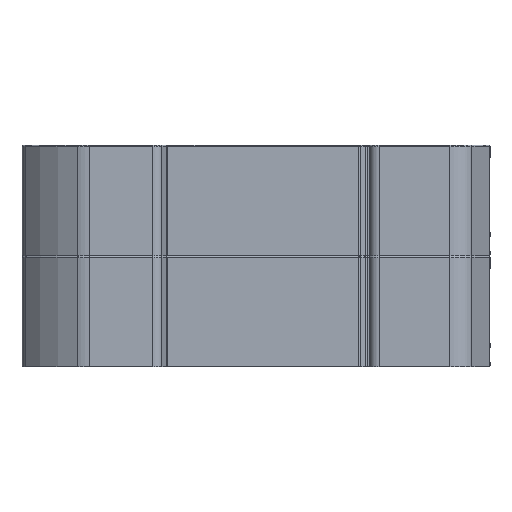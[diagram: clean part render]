
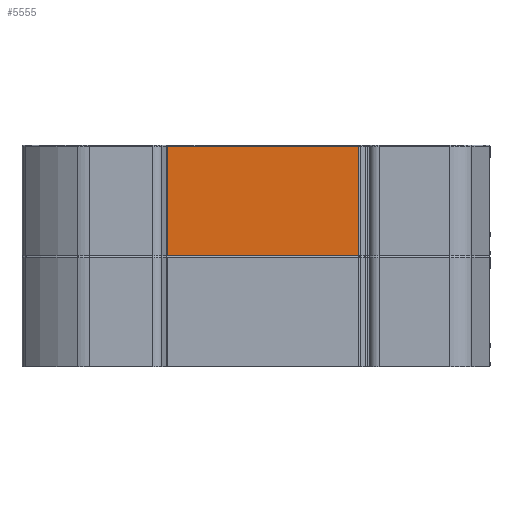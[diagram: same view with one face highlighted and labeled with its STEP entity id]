
A CAD part, front view. The second image highlights one B-rep face of the part: STEP entity #5555.
In plain terms, the highlighted planar face has unit normal (0, -1, 0).
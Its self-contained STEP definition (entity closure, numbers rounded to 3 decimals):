
#3438 = PLANE ( 'NONE',  #42218 ) ;
#3963 = DIRECTION ( 'NONE',  ( 0., 0., -1. ) ) ;
#4132 = ORIENTED_EDGE ( 'NONE', *, *, #21023, .T. ) ;
#5555 = ADVANCED_FACE ( 'NONE', ( #37922 ), #3438, .F. ) ;
#5766 = EDGE_LOOP ( 'NONE', ( #42871, #43163, #4132, #9370 ) ) ;
#8144 = CARTESIAN_POINT ( 'NONE',  ( 13.9, -47.654, -8.75 ) ) ;
#9370 = ORIENTED_EDGE ( 'NONE', *, *, #37291, .T. ) ;
#11740 = VECTOR ( 'NONE', #37445, 1000. ) ;
#14208 = CARTESIAN_POINT ( 'NONE',  ( -17.526, -47.654, 8.75 ) ) ;
#14932 = EDGE_CURVE ( 'NONE', #24927, #18520, #45836, .T. ) ;
#14999 = EDGE_CURVE ( 'NONE', #24927, #18663, #15868, .T. ) ;
#15868 = LINE ( 'NONE', #22598, #44232 ) ;
#16027 = CARTESIAN_POINT ( 'NONE',  ( -17.526, -47.654, 8.5 ) ) ;
#16597 = CARTESIAN_POINT ( 'NONE',  ( 13.9, -47.654, -8.75 ) ) ;
#18520 = VERTEX_POINT ( 'NONE', #16597 ) ;
#18663 = VERTEX_POINT ( 'NONE', #16027 ) ;
#21023 = EDGE_CURVE ( 'NONE', #18663, #31248, #33733, .T. ) ;
#22045 = CARTESIAN_POINT ( 'NONE',  ( 13.9, -47.654, 8.75 ) ) ;
#22150 = VECTOR ( 'NONE', #3963, 1000. ) ;
#22598 = CARTESIAN_POINT ( 'NONE',  ( 13.9, -47.654, 8.5 ) ) ;
#24927 = VERTEX_POINT ( 'NONE', #46346 ) ;
#27410 = VECTOR ( 'NONE', #43850, 1000. ) ;
#30652 = DIRECTION ( 'NONE',  ( -1., 0., 0. ) ) ;
#31248 = VERTEX_POINT ( 'NONE', #45085 ) ;
#32551 = DIRECTION ( 'NONE',  ( 0., 1., 0. ) ) ;
#33733 = LINE ( 'NONE', #14208, #27410 ) ;
#37291 = EDGE_CURVE ( 'NONE', #31248, #18520, #41812, .T. ) ;
#37445 = DIRECTION ( 'NONE',  ( 1., 0., 0. ) ) ;
#37922 = FACE_OUTER_BOUND ( 'NONE', #5766, .T. ) ;
#41812 = LINE ( 'NONE', #8144, #11740 ) ;
#42218 = AXIS2_PLACEMENT_3D ( 'NONE', #22045, #32551, #44193 ) ;
#42871 = ORIENTED_EDGE ( 'NONE', *, *, #14932, .F. ) ;
#43163 = ORIENTED_EDGE ( 'NONE', *, *, #14999, .T. ) ;
#43850 = DIRECTION ( 'NONE',  ( 0., 0., -1. ) ) ;
#44193 = DIRECTION ( 'NONE',  ( -1., 0., 0. ) ) ;
#44232 = VECTOR ( 'NONE', #30652, 1000. ) ;
#45085 = CARTESIAN_POINT ( 'NONE',  ( -17.526, -47.654, -8.75 ) ) ;
#45836 = LINE ( 'NONE', #47822, #22150 ) ;
#46346 = CARTESIAN_POINT ( 'NONE',  ( 13.9, -47.654, 8.5 ) ) ;
#47822 = CARTESIAN_POINT ( 'NONE',  ( 13.9, -47.654, 8.75 ) ) ;
